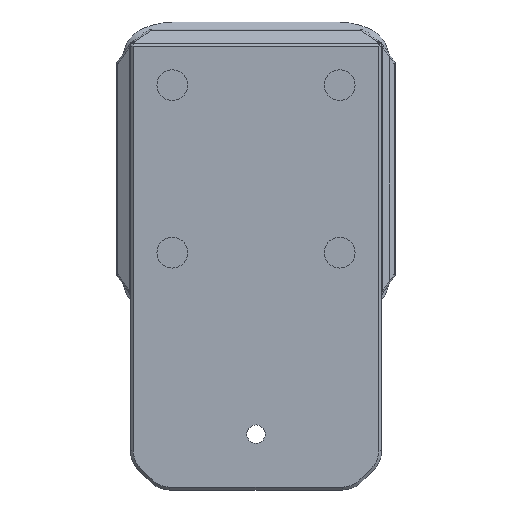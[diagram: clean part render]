
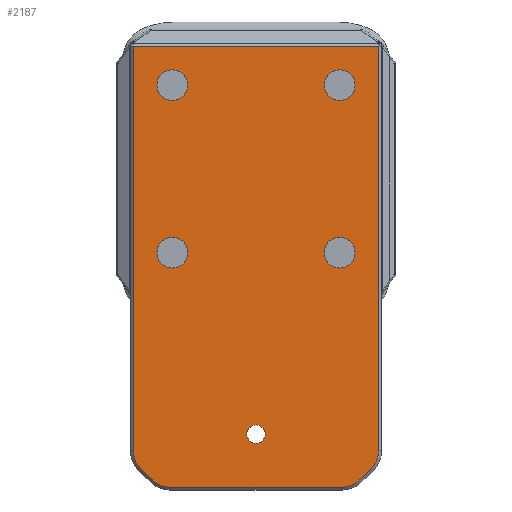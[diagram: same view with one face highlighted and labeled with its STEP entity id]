
A CAD part, top view. The second image highlights one B-rep face of the part: STEP entity #2187.
In plain terms, the highlighted planar face has unit normal (0, 0, 1).
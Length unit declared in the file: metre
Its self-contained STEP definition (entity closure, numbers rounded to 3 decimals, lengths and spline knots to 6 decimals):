
#214=LINE('',#3605,#372);
#215=LINE('',#3607,#373);
#216=LINE('',#3609,#374);
#217=LINE('',#3613,#375);
#218=LINE('',#3617,#376);
#219=LINE('',#3621,#377);
#372=VECTOR('',#2817,1.);
#373=VECTOR('',#2818,1.);
#374=VECTOR('',#2819,1.);
#375=VECTOR('',#2822,1.);
#376=VECTOR('',#2825,1.);
#377=VECTOR('',#2828,1.);
#476=PLANE('',#2393);
#661=ORIENTED_EDGE('',*,*,#1293,.F.);
#662=ORIENTED_EDGE('',*,*,#1294,.F.);
#663=ORIENTED_EDGE('',*,*,#1295,.F.);
#664=ORIENTED_EDGE('',*,*,#1296,.F.);
#665=ORIENTED_EDGE('',*,*,#1297,.T.);
#666=ORIENTED_EDGE('',*,*,#1298,.T.);
#667=ORIENTED_EDGE('',*,*,#1299,.T.);
#668=ORIENTED_EDGE('',*,*,#1300,.T.);
#669=ORIENTED_EDGE('',*,*,#1301,.T.);
#670=ORIENTED_EDGE('',*,*,#1302,.T.);
#671=ORIENTED_EDGE('',*,*,#1303,.T.);
#672=ORIENTED_EDGE('',*,*,#1304,.T.);
#673=ORIENTED_EDGE('',*,*,#1305,.T.);
#674=ORIENTED_EDGE('',*,*,#1306,.T.);
#675=ORIENTED_EDGE('',*,*,#1307,.F.);
#1293=EDGE_CURVE('',#1599,#1599,#1711,.T.);
#1294=EDGE_CURVE('',#1600,#1600,#1712,.T.);
#1295=EDGE_CURVE('',#1601,#1601,#1713,.T.);
#1296=EDGE_CURVE('',#1602,#1602,#1714,.T.);
#1297=EDGE_CURVE('',#1603,#1604,#1715,.T.);
#1298=EDGE_CURVE('',#1604,#1605,#214,.T.);
#1299=EDGE_CURVE('',#1605,#1606,#215,.T.);
#1300=EDGE_CURVE('',#1606,#1607,#216,.T.);
#1301=EDGE_CURVE('',#1607,#1608,#1716,.T.);
#1302=EDGE_CURVE('',#1608,#1609,#217,.T.);
#1303=EDGE_CURVE('',#1609,#1610,#1717,.T.);
#1304=EDGE_CURVE('',#1610,#1611,#218,.T.);
#1305=EDGE_CURVE('',#1611,#1612,#1718,.T.);
#1306=EDGE_CURVE('',#1612,#1603,#219,.T.);
#1307=EDGE_CURVE('',#1613,#1613,#1719,.T.);
#1599=VERTEX_POINT('',#3595);
#1600=VERTEX_POINT('',#3597);
#1601=VERTEX_POINT('',#3599);
#1602=VERTEX_POINT('',#3601);
#1603=VERTEX_POINT('',#3603);
#1604=VERTEX_POINT('',#3604);
#1605=VERTEX_POINT('',#3606);
#1606=VERTEX_POINT('',#3608);
#1607=VERTEX_POINT('',#3610);
#1608=VERTEX_POINT('',#3612);
#1609=VERTEX_POINT('',#3614);
#1610=VERTEX_POINT('',#3616);
#1611=VERTEX_POINT('',#3618);
#1612=VERTEX_POINT('',#3620);
#1613=VERTEX_POINT('',#3623);
#1711=CIRCLE('',#2394,0.00275);
#1712=CIRCLE('',#2395,0.00275);
#1713=CIRCLE('',#2396,0.00275);
#1714=CIRCLE('',#2397,0.00275);
#1715=CIRCLE('',#2398,0.0045);
#1716=CIRCLE('',#2399,0.0045);
#1717=CIRCLE('',#2400,0.0045);
#1718=CIRCLE('',#2401,0.0045);
#1719=CIRCLE('',#2402,0.00165);
#1805=EDGE_LOOP('',(#661));
#1806=EDGE_LOOP('',(#662));
#1807=EDGE_LOOP('',(#663));
#1808=EDGE_LOOP('',(#664));
#1809=EDGE_LOOP('',(#665,#666,#667,#668,#669,#670,#671,#672,#673,#674));
#1810=EDGE_LOOP('',(#675));
#1975=FACE_BOUND('',#1805,.T.);
#1976=FACE_BOUND('',#1806,.T.);
#1977=FACE_BOUND('',#1807,.T.);
#1978=FACE_BOUND('',#1808,.T.);
#1979=FACE_BOUND('',#1809,.T.);
#1980=FACE_BOUND('',#1810,.T.);
#2187=ADVANCED_FACE('',(#1975,#1976,#1977,#1978,#1979,#1980),#476,.T.);
#2393=AXIS2_PLACEMENT_3D('',#3593,#2805,#2806);
#2394=AXIS2_PLACEMENT_3D('',#3594,#2807,#2808);
#2395=AXIS2_PLACEMENT_3D('',#3596,#2809,#2810);
#2396=AXIS2_PLACEMENT_3D('',#3598,#2811,#2812);
#2397=AXIS2_PLACEMENT_3D('',#3600,#2813,#2814);
#2398=AXIS2_PLACEMENT_3D('',#3602,#2815,#2816);
#2399=AXIS2_PLACEMENT_3D('',#3611,#2820,#2821);
#2400=AXIS2_PLACEMENT_3D('',#3615,#2823,#2824);
#2401=AXIS2_PLACEMENT_3D('',#3619,#2826,#2827);
#2402=AXIS2_PLACEMENT_3D('',#3622,#2829,#2830);
#2805=DIRECTION('',(0.,0.,1.));
#2806=DIRECTION('',(1.,0.,0.));
#2807=DIRECTION('',(0.,0.,1.));
#2808=DIRECTION('',(1.,0.,0.));
#2809=DIRECTION('',(0.,0.,1.));
#2810=DIRECTION('',(1.,0.,0.));
#2811=DIRECTION('',(0.,0.,1.));
#2812=DIRECTION('',(1.,0.,0.));
#2813=DIRECTION('',(0.,0.,1.));
#2814=DIRECTION('',(1.,0.,0.));
#2815=DIRECTION('',(0.,0.,1.));
#2816=DIRECTION('',(1.,0.,0.));
#2817=DIRECTION('',(0.,1.,0.));
#2818=DIRECTION('',(-1.,0.,0.));
#2819=DIRECTION('',(0.,-1.,0.));
#2820=DIRECTION('',(0.,0.,1.));
#2821=DIRECTION('',(1.,0.,0.));
#2822=DIRECTION('',(0.707,-0.707,0.));
#2823=DIRECTION('',(0.,0.,1.));
#2824=DIRECTION('',(1.,0.,0.));
#2825=DIRECTION('',(1.,0.,0.));
#2826=DIRECTION('',(0.,0.,1.));
#2827=DIRECTION('',(1.,0.,0.));
#2828=DIRECTION('',(0.707,0.707,0.));
#2829=DIRECTION('',(0.,0.,1.));
#2830=DIRECTION('',(1.,0.,0.));
#3593=CARTESIAN_POINT('',(0.,-0.0175,0.005));
#3594=CARTESIAN_POINT('',(0.015,-0.015,0.005));
#3595=CARTESIAN_POINT('',(0.01775,-0.015,0.005));
#3596=CARTESIAN_POINT('',(0.015,0.015,0.005));
#3597=CARTESIAN_POINT('',(0.01775,0.015,0.005));
#3598=CARTESIAN_POINT('',(-0.015,0.015,0.005));
#3599=CARTESIAN_POINT('',(-0.01225,0.015,0.005));
#3600=CARTESIAN_POINT('',(-0.015,-0.015,0.005));
#3601=CARTESIAN_POINT('',(-0.01225,-0.015,0.005));
#3602=CARTESIAN_POINT('',(0.0175,-0.050429,0.005));
#3603=CARTESIAN_POINT('',(0.020682,-0.053611,0.005));
#3604=CARTESIAN_POINT('',(0.022,-0.050429,0.005));
#3605=CARTESIAN_POINT('',(0.022,0.022,0.005));
#3606=CARTESIAN_POINT('',(0.022,0.022,0.005));
#3607=CARTESIAN_POINT('',(0.,0.022,0.005));
#3608=CARTESIAN_POINT('',(-0.022,0.022,0.005));
#3609=CARTESIAN_POINT('',(-0.022,-0.0175,0.005));
#3610=CARTESIAN_POINT('',(-0.022,-0.050429,0.005));
#3611=CARTESIAN_POINT('',(-0.0175,-0.050429,0.005));
#3612=CARTESIAN_POINT('',(-0.020682,-0.053611,0.005));
#3613=CARTESIAN_POINT('',(-0.028396,-0.045896,0.005));
#3614=CARTESIAN_POINT('',(-0.018611,-0.055682,0.005));
#3615=CARTESIAN_POINT('',(-0.015429,-0.0525,0.005));
#3616=CARTESIAN_POINT('',(-0.015429,-0.057,0.005));
#3617=CARTESIAN_POINT('',(0.015429,-0.057,0.005));
#3618=CARTESIAN_POINT('',(0.015429,-0.057,0.005));
#3619=CARTESIAN_POINT('',(0.015429,-0.0525,0.005));
#3620=CARTESIAN_POINT('',(0.018611,-0.055682,0.005));
#3621=CARTESIAN_POINT('',(0.028396,-0.045896,0.005));
#3622=CARTESIAN_POINT('',(0.,-0.0475,0.005));
#3623=CARTESIAN_POINT('',(0.00165,-0.0475,0.005));
